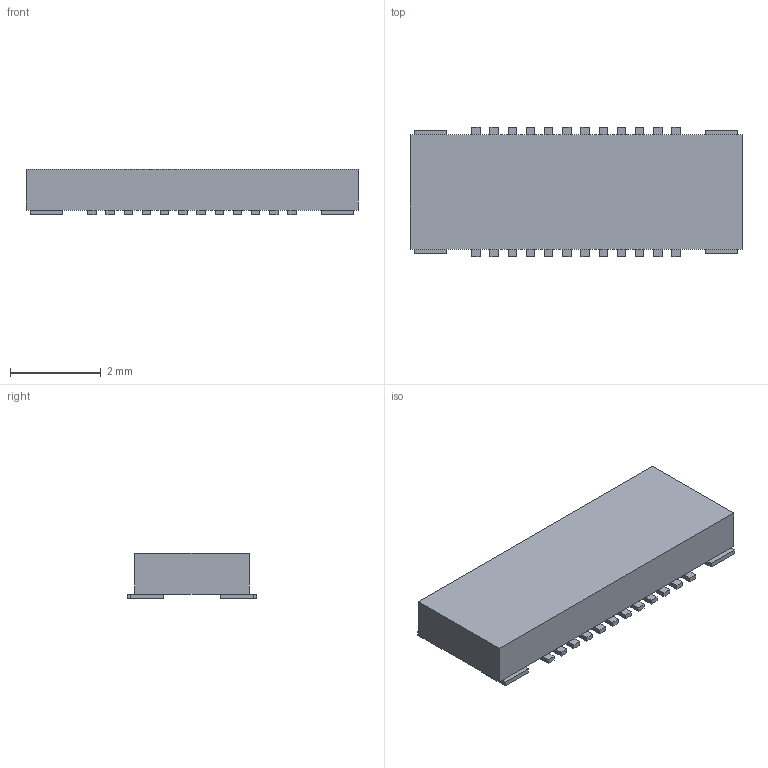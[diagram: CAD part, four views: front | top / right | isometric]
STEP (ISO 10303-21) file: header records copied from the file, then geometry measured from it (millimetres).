
FILE_DESCRIPTION(('FreeCAD Model'),'2;1');
FILE_NAME('16654430.1.5.stp','2022-08-24T13:23:40',( 'Author'),(''),'Open CASCADE STEP processor 6.9','FreeCAD','Unknown' );
FILE_SCHEMA(('AUTOMOTIVE_DESIGN { 1 0 10303 214 1 1 1 1 }'));
Length unit declared in the file: millimetre
Products named in the file (3): ASSEMBLY; Body; Pins
Assembly tree (2 placements, depth 2):
  ASSEMBLY
    Body
    Pins
Bounding box: 7.3 x 2.85 x 1 mm (x, y, z)
Volume: 17 mm3; surface area: 67 mm2
Topology: 29 solids, 29 shells, 174 faces, 348 edges, 232 vertices
Faces by surface type: plane 174
Entity records: 9191 total; most frequent: CARTESIAN_POINT 1453, DIRECTION 1398, LINE 1044, VECTOR 1044, ORIENTED_EDGE 696, PCURVE 696, DEFINITIONAL_REPRESENTATION 696, EDGE_CURVE 348
